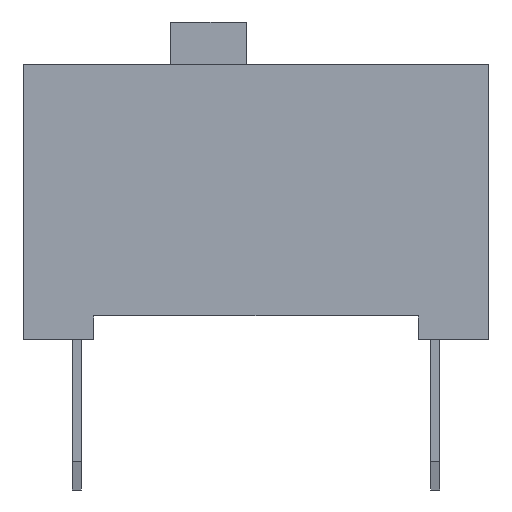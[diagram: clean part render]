
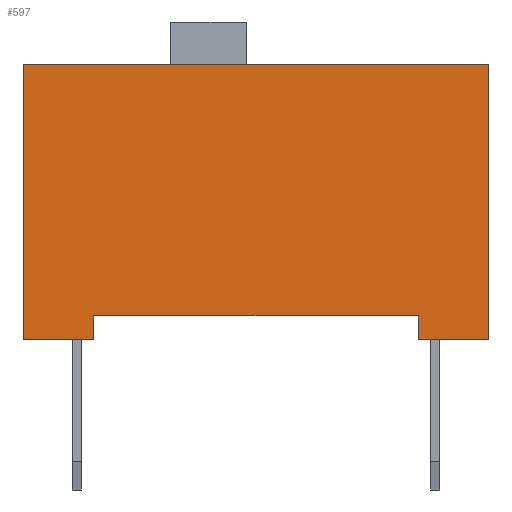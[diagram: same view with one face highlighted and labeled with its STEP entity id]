
A CAD part, left-side view. The second image highlights one B-rep face of the part: STEP entity #597.
In plain terms, the highlighted planar face has unit normal (-1, 0, 0).
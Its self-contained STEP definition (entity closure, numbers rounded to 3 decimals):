
#13=DIRECTION('',(0.,0.,1.));
#34=VECTOR('',#13,1.);
#56=CARTESIAN_POINT('',(-2.4,-1.14,0.));
#58=DIRECTION('',(1.,0.,0.));
#119=VECTOR('',#120,1.);
#120=DIRECTION('',(0.,-1.,0.));
#123=VERTEX_POINT('',#124);
#124=CARTESIAN_POINT('',(-2.4,0.36,0.5));
#127=ORIENTED_EDGE('',*,*,#128,.F.);
#128=EDGE_CURVE('',#129,#123,#131,.T.);
#129=VERTEX_POINT('',#130);
#130=CARTESIAN_POINT('',(-2.4,7.26,0.5));
#131=LINE('',#132,#119);
#132=CARTESIAN_POINT('',(-2.4,6.285,0.5));
#466=VERTEX_POINT('',#56);
#470=EDGE_CURVE('',#466,#471,#473,.T.);
#471=VERTEX_POINT('',#472);
#472=CARTESIAN_POINT('',(-2.4,-1.14,5.85));
#473=LINE('',#56,#34);
#548=VERTEX_POINT('',#549);
#549=CARTESIAN_POINT('',(-2.4,8.76,5.85));
#552=EDGE_CURVE('',#553,#548,#555,.T.);
#553=VERTEX_POINT('',#554);
#554=CARTESIAN_POINT('',(-2.4,8.76,0.));
#555=LINE('',#554,#34);
#577=VECTOR('',#578,1.);
#578=DIRECTION('',(0.,0.,-1.));
#586=VERTEX_POINT('',#587);
#587=CARTESIAN_POINT('',(-2.4,7.26,0.));
#592=ORIENTED_EDGE('',*,*,#593,.T.);
#593=EDGE_CURVE('',#129,#586,#594,.T.);
#594=LINE('',#587,#577);
#597=ADVANCED_FACE('',(#598),#615,.F.);
#598=FACE_BOUND('',#599,.F.);
#599=EDGE_LOOP('',(#600,#603,#604,#607,#608,#612,#127,#592));
#600=ORIENTED_EDGE('',*,*,#601,.F.);
#601=EDGE_CURVE('',#553,#586,#602,.T.);
#602=LINE('',#554,#119);
#603=ORIENTED_EDGE('',*,*,#552,.T.);
#604=ORIENTED_EDGE('',*,*,#605,.T.);
#605=EDGE_CURVE('',#548,#471,#606,.T.);
#606=LINE('',#549,#119);
#607=ORIENTED_EDGE('',*,*,#470,.F.);
#608=ORIENTED_EDGE('',*,*,#609,.F.);
#609=EDGE_CURVE('',#610,#466,#602,.T.);
#610=VERTEX_POINT('',#611);
#611=CARTESIAN_POINT('',(-2.4,0.36,0.));
#612=ORIENTED_EDGE('',*,*,#613,.T.);
#613=EDGE_CURVE('',#610,#123,#614,.T.);
#614=LINE('',#611,#34);
#615=PLANE('',#616);
#616=AXIS2_PLACEMENT_3D('',#554,#58,#120);
